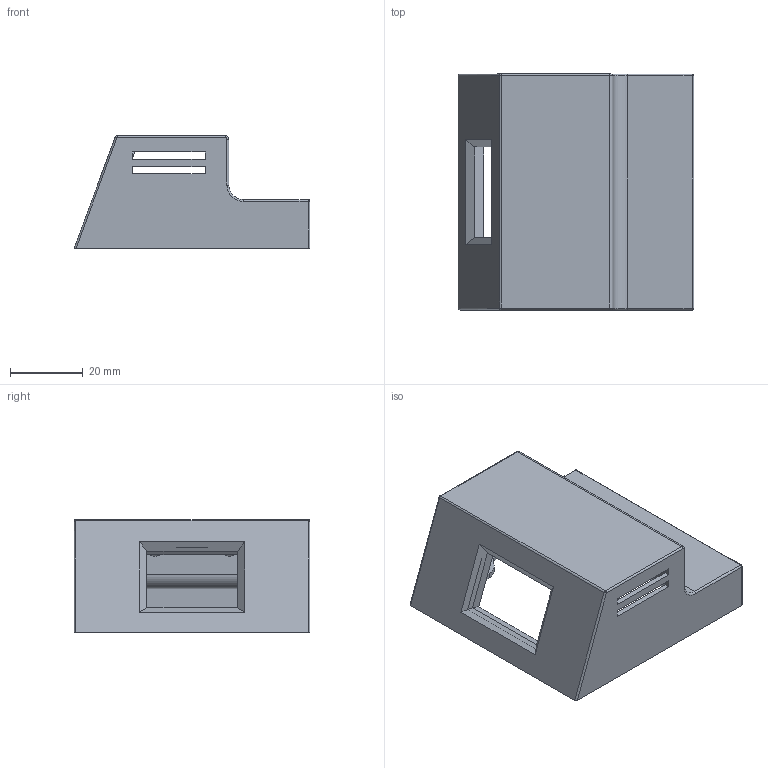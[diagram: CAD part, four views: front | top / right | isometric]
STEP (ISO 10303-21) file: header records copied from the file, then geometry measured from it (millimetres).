
FILE_DESCRIPTION(/* description */ (''),/* implementation_level */ '2;1');
FILE_NAME(/* name */ 'Housing_usermod_spitzbirne32.stp',/* time_stamp */ '2025-03-06T12:12:03+01:00',/* author */ ('spitzbirne32'),/* organization */ (''),/* preprocessor_version */ 'ST-DEVELOPER v20',/* originating_system */ 'Autodesk Inventor 2025',/* authorisation */ '');
FILE_SCHEMA (('AUTOMOTIVE_DESIGN { 1 0 10303 214 3 1 1 }'));
Length unit declared in the file: millimetre
Products named in the file (2): FilaMan-Waage; Deckel
Assembly tree (1 placements, depth 2):
  FilaMan-Waage
    Deckel
Bounding box: 64.8 x 64.8 x 30.99 mm (x, y, z)
Volume: 15441.7 mm3; surface area: 21564.9 mm2
Topology: 1 solids, 1 shells, 153 faces, 420 edges, 272 vertices
Faces by surface type: plane 92, cylinder 41, cone 8, torus 6, sphere 4, bspline 2
Full cylindrical faces by diameter (mm): 4.7 x9, 6.1 x1, 7 x2
Entity records: 5078 total; most frequent: CARTESIAN_POINT 985, ORIENTED_EDGE 840, DIRECTION 839, EDGE_CURVE 420, LINE 283, VECTOR 283, AXIS2_PLACEMENT_3D 278, VERTEX_POINT 271
